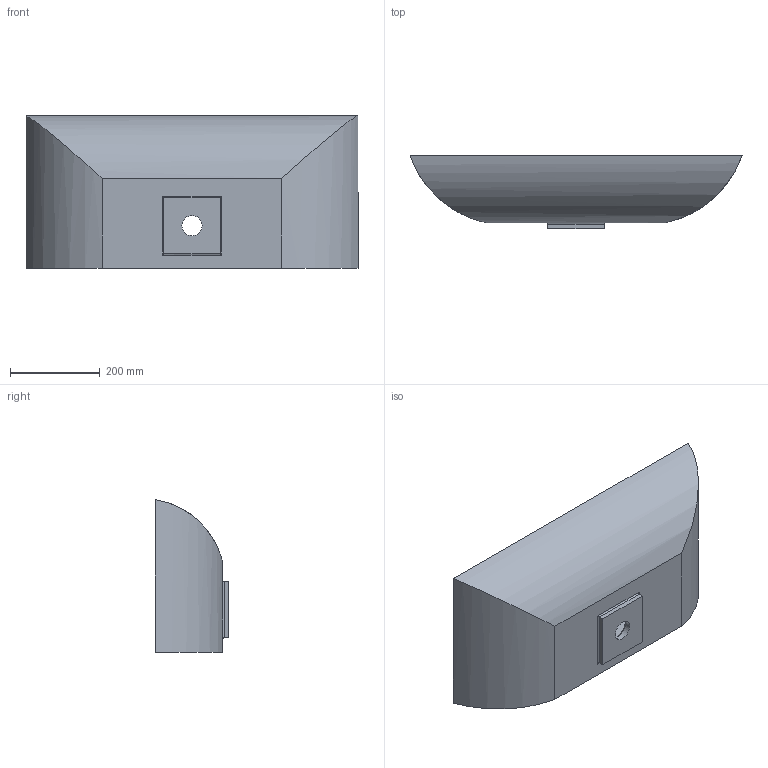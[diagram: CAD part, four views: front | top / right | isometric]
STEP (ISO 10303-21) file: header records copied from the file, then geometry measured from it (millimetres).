
FILE_DESCRIPTION (( 'STEP AP214' ), '1' );
FILE_NAME ('Z795-1_bohrung.STEP', '2019-02-27T07:54:22', ( '' ), ( '' ), 'SwSTEP 2.0', 'SolidWorks 2019', '' );
FILE_SCHEMA (( 'AUTOMOTIVE_DESIGN' ));
Length unit declared in the file: millimetre
Products named in the file (1): Z795-1_bohrung
Bounding box: 740 x 163 x 340 mm (x, y, z)
Volume: 4623965.9 mm3; surface area: 853011.5 mm2
Topology: 1 solids, 1 shells, 29 faces, 67 edges, 40 vertices
Faces by surface type: cylinder 13, plane 10, cone 2, bspline 2, torus 2
Entity records: 1430 total; most frequent: CARTESIAN_POINT 774, ORIENTED_EDGE 130, DIRECTION 121, EDGE_CURVE 65, AXIS2_PLACEMENT_3D 42, VERTEX_POINT 40, VECTOR 37, LINE 37
